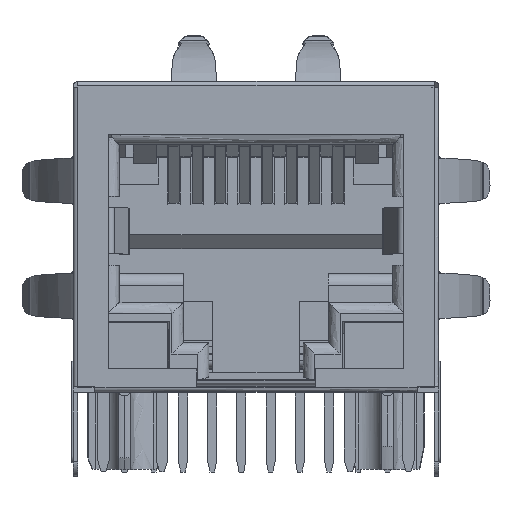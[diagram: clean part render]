
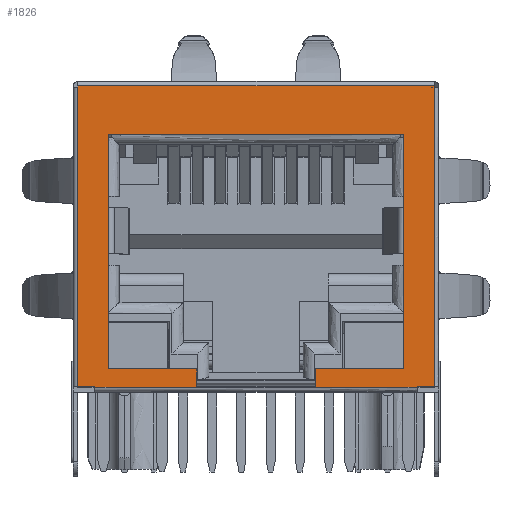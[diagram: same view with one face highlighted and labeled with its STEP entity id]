
A CAD part, top view. The second image highlights one B-rep face of the part: STEP entity #1826.
In plain terms, the highlighted planar face has unit normal (0, 0, 1).
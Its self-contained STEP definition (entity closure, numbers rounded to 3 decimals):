
#1637=AXIS2_PLACEMENT_3D('Plane Axis2P3D',#1634,#1635,#1636) ;
#737=CARTESIAN_POINT('Vertex',(3.74,4.65,0.)) ;
#772=CARTESIAN_POINT('Vertex',(3.74,9.65,0.)) ;
#775=CARTESIAN_POINT('Line Origine',(3.74,7.15,0.)) ;
#937=CARTESIAN_POINT('Line Origine',(5.662,4.65,0.)) ;
#941=CARTESIAN_POINT('Vertex',(7.585,4.65,0.)) ;
#1489=CARTESIAN_POINT('Vertex',(3.775,9.65,0.)) ;
#1492=CARTESIAN_POINT('Line Origine',(3.758,9.65,0.)) ;
#1634=CARTESIAN_POINT('Axis2P3D Location',(2.42,3.85,0.)) ;
#1639=CARTESIAN_POINT('Line Origine',(16.6,7.15,0.)) ;
#1643=CARTESIAN_POINT('Vertex',(16.6,9.65,0.)) ;
#1645=CARTESIAN_POINT('Vertex',(16.6,4.65,0.)) ;
#1648=CARTESIAN_POINT('Line Origine',(14.675,4.65,0.)) ;
#1652=CARTESIAN_POINT('Vertex',(12.75,4.65,0.)) ;
#1655=CARTESIAN_POINT('Line Origine',(12.75,4.25,0.)) ;
#1659=CARTESIAN_POINT('Vertex',(12.75,3.85,0.)) ;
#1662=CARTESIAN_POINT('Line Origine',(14.96,3.85,0.)) ;
#1666=CARTESIAN_POINT('Vertex',(17.17,3.85,0.)) ;
#1669=CARTESIAN_POINT('Line Origine',(17.17,3.875,0.)) ;
#1673=CARTESIAN_POINT('Vertex',(17.17,3.9,0.)) ;
#1676=CARTESIAN_POINT('Line Origine',(17.545,3.9,0.)) ;
#1680=CARTESIAN_POINT('Vertex',(17.92,3.9,0.)) ;
#1683=CARTESIAN_POINT('Line Origine',(17.92,10.4,0.)) ;
#1687=CARTESIAN_POINT('Vertex',(17.92,16.9,0.)) ;
#1690=CARTESIAN_POINT('Line Origine',(17.92,16.925,0.)) ;
#1694=CARTESIAN_POINT('Vertex',(17.92,16.95,0.)) ;
#1697=CARTESIAN_POINT('Line Origine',(10.17,16.95,0.)) ;
#1701=CARTESIAN_POINT('Vertex',(2.42,16.95,0.)) ;
#1704=CARTESIAN_POINT('Line Origine',(2.42,16.925,0.)) ;
#1708=CARTESIAN_POINT('Vertex',(2.42,16.9,0.)) ;
#1711=CARTESIAN_POINT('Line Origine',(2.42,10.4,0.)) ;
#1715=CARTESIAN_POINT('Vertex',(2.42,3.9,0.)) ;
#1718=CARTESIAN_POINT('Line Origine',(2.795,3.9,0.)) ;
#1722=CARTESIAN_POINT('Vertex',(3.17,3.9,0.)) ;
#1725=CARTESIAN_POINT('Line Origine',(3.17,3.875,0.)) ;
#1729=CARTESIAN_POINT('Vertex',(3.17,3.85,0.)) ;
#1732=CARTESIAN_POINT('Line Origine',(5.378,3.85,0.)) ;
#1736=CARTESIAN_POINT('Vertex',(7.585,3.85,0.)) ;
#1739=CARTESIAN_POINT('Line Origine',(7.585,4.25,0.)) ;
#1744=CARTESIAN_POINT('Line Origine',(3.775,10.65,0.)) ;
#1748=CARTESIAN_POINT('Vertex',(3.775,11.65,0.)) ;
#1751=CARTESIAN_POINT('Line Origine',(3.757,11.65,0.)) ;
#1755=CARTESIAN_POINT('Vertex',(3.74,11.65,0.)) ;
#1758=CARTESIAN_POINT('Line Origine',(3.74,13.25,0.)) ;
#1762=CARTESIAN_POINT('Vertex',(3.74,14.85,0.)) ;
#1765=CARTESIAN_POINT('Line Origine',(10.17,14.85,0.)) ;
#1769=CARTESIAN_POINT('Vertex',(16.6,14.85,0.)) ;
#1772=CARTESIAN_POINT('Line Origine',(16.6,13.25,0.)) ;
#1776=CARTESIAN_POINT('Vertex',(16.6,11.65,0.)) ;
#1779=CARTESIAN_POINT('Line Origine',(16.582,11.65,0.)) ;
#1783=CARTESIAN_POINT('Vertex',(16.565,11.65,0.)) ;
#1786=CARTESIAN_POINT('Line Origine',(16.565,10.65,0.)) ;
#1790=CARTESIAN_POINT('Vertex',(16.565,9.65,0.)) ;
#1793=CARTESIAN_POINT('Line Origine',(16.582,9.65,0.)) ;
#776=DIRECTION('Vector Direction',(0.,1.,0.)) ;
#938=DIRECTION('Vector Direction',(-1.,0.,0.)) ;
#1493=DIRECTION('Vector Direction',(-1.,0.,0.)) ;
#1635=DIRECTION('Axis2P3D Direction',(0.,0.,1.)) ;
#1636=DIRECTION('Axis2P3D XDirection',(1.,0.,0.)) ;
#1640=DIRECTION('Vector Direction',(0.,-1.,0.)) ;
#1649=DIRECTION('Vector Direction',(-1.,0.,0.)) ;
#1656=DIRECTION('Vector Direction',(0.,-1.,0.)) ;
#1663=DIRECTION('Vector Direction',(-1.,0.,0.)) ;
#1670=DIRECTION('Vector Direction',(0.,1.,0.)) ;
#1677=DIRECTION('Vector Direction',(1.,0.,0.)) ;
#1684=DIRECTION('Vector Direction',(0.,-1.,0.)) ;
#1691=DIRECTION('Vector Direction',(0.,1.,0.)) ;
#1698=DIRECTION('Vector Direction',(1.,0.,0.)) ;
#1705=DIRECTION('Vector Direction',(0.,-1.,0.)) ;
#1712=DIRECTION('Vector Direction',(0.,1.,0.)) ;
#1719=DIRECTION('Vector Direction',(-1.,0.,0.)) ;
#1726=DIRECTION('Vector Direction',(0.,-1.,0.)) ;
#1733=DIRECTION('Vector Direction',(-1.,0.,0.)) ;
#1740=DIRECTION('Vector Direction',(0.,1.,0.)) ;
#1745=DIRECTION('Vector Direction',(0.,-1.,0.)) ;
#1752=DIRECTION('Vector Direction',(1.,0.,0.)) ;
#1759=DIRECTION('Vector Direction',(0.,1.,0.)) ;
#1766=DIRECTION('Vector Direction',(1.,0.,0.)) ;
#1773=DIRECTION('Vector Direction',(0.,-1.,0.)) ;
#1780=DIRECTION('Vector Direction',(1.,0.,0.)) ;
#1787=DIRECTION('Vector Direction',(0.,1.,0.)) ;
#1794=DIRECTION('Vector Direction',(-1.,0.,0.)) ;
#777=VECTOR('Line Direction',#776,1.) ;
#939=VECTOR('Line Direction',#938,1.) ;
#1494=VECTOR('Line Direction',#1493,1.) ;
#1641=VECTOR('Line Direction',#1640,1.) ;
#1650=VECTOR('Line Direction',#1649,1.) ;
#1657=VECTOR('Line Direction',#1656,1.) ;
#1664=VECTOR('Line Direction',#1663,1.) ;
#1671=VECTOR('Line Direction',#1670,1.) ;
#1678=VECTOR('Line Direction',#1677,1.) ;
#1685=VECTOR('Line Direction',#1684,1.) ;
#1692=VECTOR('Line Direction',#1691,1.) ;
#1699=VECTOR('Line Direction',#1698,1.) ;
#1706=VECTOR('Line Direction',#1705,1.) ;
#1713=VECTOR('Line Direction',#1712,1.) ;
#1720=VECTOR('Line Direction',#1719,1.) ;
#1727=VECTOR('Line Direction',#1726,1.) ;
#1734=VECTOR('Line Direction',#1733,1.) ;
#1741=VECTOR('Line Direction',#1740,1.) ;
#1746=VECTOR('Line Direction',#1745,1.) ;
#1753=VECTOR('Line Direction',#1752,1.) ;
#1760=VECTOR('Line Direction',#1759,1.) ;
#1767=VECTOR('Line Direction',#1766,1.) ;
#1774=VECTOR('Line Direction',#1773,1.) ;
#1781=VECTOR('Line Direction',#1780,1.) ;
#1788=VECTOR('Line Direction',#1787,1.) ;
#1795=VECTOR('Line Direction',#1794,1.) ;
#1799=ORIENTED_EDGE('',*,*,#1647,.T.) ;
#1800=ORIENTED_EDGE('',*,*,#1654,.T.) ;
#1801=ORIENTED_EDGE('',*,*,#1661,.T.) ;
#1802=ORIENTED_EDGE('',*,*,#1668,.F.) ;
#1803=ORIENTED_EDGE('',*,*,#1675,.T.) ;
#1804=ORIENTED_EDGE('',*,*,#1682,.T.) ;
#1805=ORIENTED_EDGE('',*,*,#1689,.T.) ;
#1806=ORIENTED_EDGE('',*,*,#1696,.T.) ;
#1807=ORIENTED_EDGE('',*,*,#1703,.F.) ;
#1808=ORIENTED_EDGE('',*,*,#1710,.T.) ;
#1809=ORIENTED_EDGE('',*,*,#1717,.F.) ;
#1810=ORIENTED_EDGE('',*,*,#1724,.F.) ;
#1811=ORIENTED_EDGE('',*,*,#1731,.T.) ;
#1812=ORIENTED_EDGE('',*,*,#1738,.F.) ;
#1813=ORIENTED_EDGE('',*,*,#1743,.T.) ;
#1814=ORIENTED_EDGE('',*,*,#943,.T.) ;
#1815=ORIENTED_EDGE('',*,*,#779,.T.) ;
#1816=ORIENTED_EDGE('',*,*,#1496,.F.) ;
#1817=ORIENTED_EDGE('',*,*,#1750,.F.) ;
#1818=ORIENTED_EDGE('',*,*,#1757,.F.) ;
#1819=ORIENTED_EDGE('',*,*,#1764,.T.) ;
#1820=ORIENTED_EDGE('',*,*,#1771,.T.) ;
#1821=ORIENTED_EDGE('',*,*,#1778,.T.) ;
#1822=ORIENTED_EDGE('',*,*,#1785,.F.) ;
#1823=ORIENTED_EDGE('',*,*,#1792,.F.) ;
#1824=ORIENTED_EDGE('',*,*,#1797,.F.) ;
#1826=ADVANCED_FACE('ACIS Solid_45',(#1825),#1638,.T.) ;
#779=EDGE_CURVE('',#738,#773,#778,.T.) ;
#943=EDGE_CURVE('',#942,#738,#940,.T.) ;
#1496=EDGE_CURVE('',#1490,#773,#1495,.T.) ;
#1647=EDGE_CURVE('',#1644,#1646,#1642,.T.) ;
#1654=EDGE_CURVE('',#1646,#1653,#1651,.T.) ;
#1661=EDGE_CURVE('',#1653,#1660,#1658,.T.) ;
#1668=EDGE_CURVE('',#1667,#1660,#1665,.T.) ;
#1675=EDGE_CURVE('',#1667,#1674,#1672,.T.) ;
#1682=EDGE_CURVE('',#1674,#1681,#1679,.T.) ;
#1689=EDGE_CURVE('',#1681,#1688,#1686,.F.) ;
#1696=EDGE_CURVE('',#1688,#1695,#1693,.T.) ;
#1703=EDGE_CURVE('',#1702,#1695,#1700,.T.) ;
#1710=EDGE_CURVE('',#1702,#1709,#1707,.T.) ;
#1717=EDGE_CURVE('',#1716,#1709,#1714,.T.) ;
#1724=EDGE_CURVE('',#1723,#1716,#1721,.T.) ;
#1731=EDGE_CURVE('',#1723,#1730,#1728,.T.) ;
#1738=EDGE_CURVE('',#1737,#1730,#1735,.T.) ;
#1743=EDGE_CURVE('',#1737,#942,#1742,.T.) ;
#1750=EDGE_CURVE('',#1749,#1490,#1747,.T.) ;
#1757=EDGE_CURVE('',#1756,#1749,#1754,.T.) ;
#1764=EDGE_CURVE('',#1756,#1763,#1761,.T.) ;
#1771=EDGE_CURVE('',#1763,#1770,#1768,.T.) ;
#1778=EDGE_CURVE('',#1770,#1777,#1775,.T.) ;
#1785=EDGE_CURVE('',#1784,#1777,#1782,.T.) ;
#1792=EDGE_CURVE('',#1791,#1784,#1789,.T.) ;
#1797=EDGE_CURVE('',#1644,#1791,#1796,.T.) ;
#1798=EDGE_LOOP('',(#1799,#1800,#1801,#1802,#1803,#1804,#1805,#1806,#1807,#1808,#1809,#1810,#1811,#1812,#1813,#1814,#1815,#1816,#1817,#1818,#1819,#1820,#1821,#1822,#1823,#1824)) ;
#1825=FACE_OUTER_BOUND('',#1798,.T.) ;
#778=LINE('Line',#775,#777) ;
#940=LINE('Line',#937,#939) ;
#1495=LINE('Line',#1492,#1494) ;
#1642=LINE('Line',#1639,#1641) ;
#1651=LINE('Line',#1648,#1650) ;
#1658=LINE('Line',#1655,#1657) ;
#1665=LINE('Line',#1662,#1664) ;
#1672=LINE('Line',#1669,#1671) ;
#1679=LINE('Line',#1676,#1678) ;
#1686=LINE('Line',#1683,#1685) ;
#1693=LINE('Line',#1690,#1692) ;
#1700=LINE('Line',#1697,#1699) ;
#1707=LINE('Line',#1704,#1706) ;
#1714=LINE('Line',#1711,#1713) ;
#1721=LINE('Line',#1718,#1720) ;
#1728=LINE('Line',#1725,#1727) ;
#1735=LINE('Line',#1732,#1734) ;
#1742=LINE('Line',#1739,#1741) ;
#1747=LINE('Line',#1744,#1746) ;
#1754=LINE('Line',#1751,#1753) ;
#1761=LINE('Line',#1758,#1760) ;
#1768=LINE('Line',#1765,#1767) ;
#1775=LINE('Line',#1772,#1774) ;
#1782=LINE('Line',#1779,#1781) ;
#1789=LINE('Line',#1786,#1788) ;
#1796=LINE('Line',#1793,#1795) ;
#1638=PLANE('',#1637) ;
#738=VERTEX_POINT('',#737) ;
#773=VERTEX_POINT('',#772) ;
#942=VERTEX_POINT('',#941) ;
#1490=VERTEX_POINT('',#1489) ;
#1644=VERTEX_POINT('',#1643) ;
#1646=VERTEX_POINT('',#1645) ;
#1653=VERTEX_POINT('',#1652) ;
#1660=VERTEX_POINT('',#1659) ;
#1667=VERTEX_POINT('',#1666) ;
#1674=VERTEX_POINT('',#1673) ;
#1681=VERTEX_POINT('',#1680) ;
#1688=VERTEX_POINT('',#1687) ;
#1695=VERTEX_POINT('',#1694) ;
#1702=VERTEX_POINT('',#1701) ;
#1709=VERTEX_POINT('',#1708) ;
#1716=VERTEX_POINT('',#1715) ;
#1723=VERTEX_POINT('',#1722) ;
#1730=VERTEX_POINT('',#1729) ;
#1737=VERTEX_POINT('',#1736) ;
#1749=VERTEX_POINT('',#1748) ;
#1756=VERTEX_POINT('',#1755) ;
#1763=VERTEX_POINT('',#1762) ;
#1770=VERTEX_POINT('',#1769) ;
#1777=VERTEX_POINT('',#1776) ;
#1784=VERTEX_POINT('',#1783) ;
#1791=VERTEX_POINT('',#1790) ;
